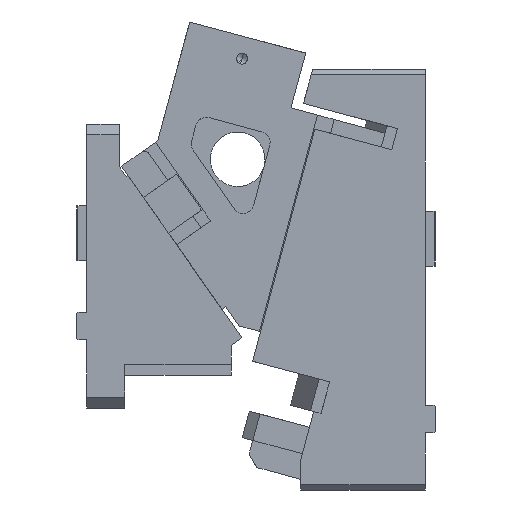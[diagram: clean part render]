
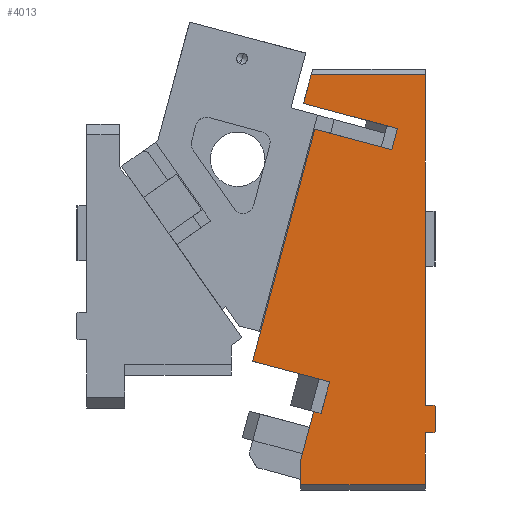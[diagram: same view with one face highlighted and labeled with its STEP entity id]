
A CAD part, left-side view. The second image highlights one B-rep face of the part: STEP entity #4013.
In plain terms, the highlighted planar face has unit normal (-1, 0, 0).
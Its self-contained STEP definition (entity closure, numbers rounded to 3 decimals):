
#386=CARTESIAN_POINT('Vertex',(-55.,-137.106,-83.325)) ;
#389=CARTESIAN_POINT('Line Origine',(-55.,-94.122,-71.807)) ;
#393=CARTESIAN_POINT('Vertex',(-55.,-51.138,-60.29)) ;
#481=CARTESIAN_POINT('Vertex',(-55.,-48.627,-386.485)) ;
#484=CARTESIAN_POINT('Line Origine',(-55.,-54.545,-364.399)) ;
#488=CARTESIAN_POINT('Vertex',(-55.,-60.463,-342.313)) ;
#581=CARTESIAN_POINT('Vertex',(-55.,-48.627,-409.172)) ;
#584=CARTESIAN_POINT('Line Origine',(-55.,-48.627,-397.829)) ;
#843=CARTESIAN_POINT('Vertex',(-55.,-162.627,-361.672)) ;
#846=CARTESIAN_POINT('Line Origine',(-55.,-162.627,-385.422)) ;
#850=CARTESIAN_POINT('Vertex',(-55.,-162.627,-409.172)) ;
#1074=CARTESIAN_POINT('Vertex',(-55.,-162.627,-34.172)) ;
#1077=CARTESIAN_POINT('Line Origine',(-55.,-162.627,-185.422)) ;
#1081=CARTESIAN_POINT('Vertex',(-55.,-162.627,-336.672)) ;
#1474=CARTESIAN_POINT('Line Origine',(-55.,-54.637,-47.231)) ;
#1478=CARTESIAN_POINT('Vertex',(-55.,-58.137,-34.172)) ;
#1739=CARTESIAN_POINT('Line Origine',(-55.,-134.518,-92.984)) ;
#1743=CARTESIAN_POINT('Vertex',(-55.,-131.929,-102.643)) ;
#1757=CARTESIAN_POINT('Vertex',(-55.,-67.225,-344.125)) ;
#1760=CARTESIAN_POINT('Line Origine',(-55.,-71.107,-329.636)) ;
#1764=CARTESIAN_POINT('Vertex',(-55.,-74.989,-315.147)) ;
#1849=CARTESIAN_POINT('Line Origine',(-55.,-63.844,-343.219)) ;
#2159=CARTESIAN_POINT('Line Origine',(-55.,-105.627,-409.172)) ;
#2560=CARTESIAN_POINT('Line Origine',(-55.,-110.382,-34.172)) ;
#3093=CARTESIAN_POINT('Vertex',(-55.,-61.417,-83.75)) ;
#3096=CARTESIAN_POINT('Line Origine',(-55.,-96.673,-93.196)) ;
#3110=CARTESIAN_POINT('Line Origine',(-55.,-32.947,-190.001)) ;
#3114=CARTESIAN_POINT('Vertex',(-55.,-4.477,-296.253)) ;
#3136=CARTESIAN_POINT('Line Origine',(-55.,-39.733,-305.7)) ;
#3685=CARTESIAN_POINT('Line Origine',(-55.,-166.627,-336.672)) ;
#3689=CARTESIAN_POINT('Vertex',(-55.,-170.627,-336.672)) ;
#3715=CARTESIAN_POINT('Vertex',(-55.,-171.627,-337.672)) ;
#3723=CARTESIAN_POINT('Line Origine',(-55.,-171.127,-337.172)) ;
#3909=CARTESIAN_POINT('Line Origine',(-55.,-166.627,-361.672)) ;
#3913=CARTESIAN_POINT('Vertex',(-55.,-170.627,-361.672)) ;
#3942=CARTESIAN_POINT('Line Origine',(-55.,-171.627,-349.172)) ;
#3946=CARTESIAN_POINT('Vertex',(-55.,-171.627,-360.672)) ;
#3982=CARTESIAN_POINT('Axis2P3D Location',(-55.,-5.87,-343.214)) ;
#3987=CARTESIAN_POINT('Line Origine',(-55.,-171.127,-361.172)) ;
#390=DIRECTION('Vector Direction',(0.,-0.966,-0.259)) ;
#485=DIRECTION('Vector Direction',(0.,-0.259,0.966)) ;
#585=DIRECTION('Vector Direction',(0.,0.,-1.)) ;
#847=DIRECTION('Vector Direction',(0.,0.,-1.)) ;
#1078=DIRECTION('Vector Direction',(0.,0.,-1.)) ;
#1475=DIRECTION('Vector Direction',(0.,-0.259,0.966)) ;
#1740=DIRECTION('Vector Direction',(0.,-0.259,0.966)) ;
#1761=DIRECTION('Vector Direction',(0.,-0.259,0.966)) ;
#1850=DIRECTION('Vector Direction',(0.,-0.966,-0.259)) ;
#2160=DIRECTION('Vector Direction',(0.,-1.,0.)) ;
#2561=DIRECTION('Vector Direction',(0.,1.,0.)) ;
#3097=DIRECTION('Vector Direction',(0.,0.966,0.259)) ;
#3111=DIRECTION('Vector Direction',(0.,0.259,-0.966)) ;
#3137=DIRECTION('Vector Direction',(0.,0.966,0.259)) ;
#3686=DIRECTION('Vector Direction',(0.,-1.,0.)) ;
#3724=DIRECTION('Vector Direction',(0.,-0.707,-0.707)) ;
#3910=DIRECTION('Vector Direction',(0.,-1.,0.)) ;
#3943=DIRECTION('Vector Direction',(0.,0.,1.)) ;
#3983=DIRECTION('Axis2P3D Direction',(-1.,0.,0.)) ;
#3984=DIRECTION('Axis2P3D XDirection',(0.,0.,1.)) ;
#3988=DIRECTION('Vector Direction',(0.,0.707,-0.707)) ;
#3985=AXIS2_PLACEMENT_3D('Plane Axis2P3D',#3982,#3983,#3984) ;
#3993=ORIENTED_EDGE('',*,*,#3948,.F.) ;
#3994=ORIENTED_EDGE('',*,*,#3727,.F.) ;
#3995=ORIENTED_EDGE('',*,*,#3691,.F.) ;
#3996=ORIENTED_EDGE('',*,*,#1083,.F.) ;
#3997=ORIENTED_EDGE('',*,*,#2564,.T.) ;
#3998=ORIENTED_EDGE('',*,*,#1480,.F.) ;
#3999=ORIENTED_EDGE('',*,*,#395,.T.) ;
#4000=ORIENTED_EDGE('',*,*,#1745,.F.) ;
#4001=ORIENTED_EDGE('',*,*,#3100,.T.) ;
#4002=ORIENTED_EDGE('',*,*,#3116,.T.) ;
#4003=ORIENTED_EDGE('',*,*,#3140,.F.) ;
#4004=ORIENTED_EDGE('',*,*,#1766,.F.) ;
#4005=ORIENTED_EDGE('',*,*,#1853,.F.) ;
#4006=ORIENTED_EDGE('',*,*,#490,.F.) ;
#4007=ORIENTED_EDGE('',*,*,#588,.T.) ;
#4008=ORIENTED_EDGE('',*,*,#2163,.T.) ;
#4009=ORIENTED_EDGE('',*,*,#852,.F.) ;
#4010=ORIENTED_EDGE('',*,*,#3915,.T.) ;
#4011=ORIENTED_EDGE('',*,*,#3991,.F.) ;
#391=VECTOR('Line Direction',#390,1.) ;
#486=VECTOR('Line Direction',#485,1.) ;
#586=VECTOR('Line Direction',#585,1.) ;
#848=VECTOR('Line Direction',#847,1.) ;
#1079=VECTOR('Line Direction',#1078,1.) ;
#1476=VECTOR('Line Direction',#1475,1.) ;
#1741=VECTOR('Line Direction',#1740,1.) ;
#1762=VECTOR('Line Direction',#1761,1.) ;
#1851=VECTOR('Line Direction',#1850,1.) ;
#2161=VECTOR('Line Direction',#2160,1.) ;
#2562=VECTOR('Line Direction',#2561,1.) ;
#3098=VECTOR('Line Direction',#3097,1.) ;
#3112=VECTOR('Line Direction',#3111,1.) ;
#3138=VECTOR('Line Direction',#3137,1.) ;
#3687=VECTOR('Line Direction',#3686,1.) ;
#3725=VECTOR('Line Direction',#3724,1.) ;
#3911=VECTOR('Line Direction',#3910,1.) ;
#3944=VECTOR('Line Direction',#3943,1.) ;
#3989=VECTOR('Line Direction',#3988,1.) ;
#4013=ADVANCED_FACE('CAM HOLDER',(#4012),#3986,.T.) ;
#395=EDGE_CURVE('',#394,#387,#392,.T.) ;
#490=EDGE_CURVE('',#482,#489,#487,.T.) ;
#588=EDGE_CURVE('',#482,#582,#587,.T.) ;
#852=EDGE_CURVE('',#844,#851,#849,.T.) ;
#1083=EDGE_CURVE('',#1075,#1082,#1080,.T.) ;
#1480=EDGE_CURVE('',#394,#1479,#1477,.T.) ;
#1745=EDGE_CURVE('',#1744,#387,#1742,.T.) ;
#1766=EDGE_CURVE('',#1758,#1765,#1763,.T.) ;
#1853=EDGE_CURVE('',#489,#1758,#1852,.T.) ;
#2163=EDGE_CURVE('',#582,#851,#2162,.T.) ;
#2564=EDGE_CURVE('',#1075,#1479,#2563,.T.) ;
#3100=EDGE_CURVE('',#1744,#3094,#3099,.T.) ;
#3116=EDGE_CURVE('',#3094,#3115,#3113,.T.) ;
#3140=EDGE_CURVE('',#1765,#3115,#3139,.T.) ;
#3691=EDGE_CURVE('',#1082,#3690,#3688,.T.) ;
#3727=EDGE_CURVE('',#3690,#3716,#3726,.T.) ;
#3915=EDGE_CURVE('',#844,#3914,#3912,.T.) ;
#3948=EDGE_CURVE('',#3716,#3947,#3945,.F.) ;
#3991=EDGE_CURVE('',#3947,#3914,#3990,.T.) ;
#3992=EDGE_LOOP('',(#3993,#3994,#3995,#3996,#3997,#3998,#3999,#4000,#4001,#4002,#4003,#4004,#4005,#4006,#4007,#4008,#4009,#4010,#4011)) ;
#4012=FACE_OUTER_BOUND('',#3992,.T.) ;
#392=LINE('Line',#389,#391) ;
#487=LINE('Line',#484,#486) ;
#587=LINE('Line',#584,#586) ;
#849=LINE('Line',#846,#848) ;
#1080=LINE('Line',#1077,#1079) ;
#1477=LINE('Line',#1474,#1476) ;
#1742=LINE('Line',#1739,#1741) ;
#1763=LINE('Line',#1760,#1762) ;
#1852=LINE('Line',#1849,#1851) ;
#2162=LINE('Line',#2159,#2161) ;
#2563=LINE('Line',#2560,#2562) ;
#3099=LINE('Line',#3096,#3098) ;
#3113=LINE('Line',#3110,#3112) ;
#3139=LINE('Line',#3136,#3138) ;
#3688=LINE('Line',#3685,#3687) ;
#3726=LINE('Line',#3723,#3725) ;
#3912=LINE('Line',#3909,#3911) ;
#3945=LINE('Line',#3942,#3944) ;
#3990=LINE('Line',#3987,#3989) ;
#3986=PLANE('Plane',#3985) ;
#387=VERTEX_POINT('',#386) ;
#394=VERTEX_POINT('',#393) ;
#482=VERTEX_POINT('',#481) ;
#489=VERTEX_POINT('',#488) ;
#582=VERTEX_POINT('',#581) ;
#844=VERTEX_POINT('',#843) ;
#851=VERTEX_POINT('',#850) ;
#1075=VERTEX_POINT('',#1074) ;
#1082=VERTEX_POINT('',#1081) ;
#1479=VERTEX_POINT('',#1478) ;
#1744=VERTEX_POINT('',#1743) ;
#1758=VERTEX_POINT('',#1757) ;
#1765=VERTEX_POINT('',#1764) ;
#3094=VERTEX_POINT('',#3093) ;
#3115=VERTEX_POINT('',#3114) ;
#3690=VERTEX_POINT('',#3689) ;
#3716=VERTEX_POINT('',#3715) ;
#3914=VERTEX_POINT('',#3913) ;
#3947=VERTEX_POINT('',#3946) ;
